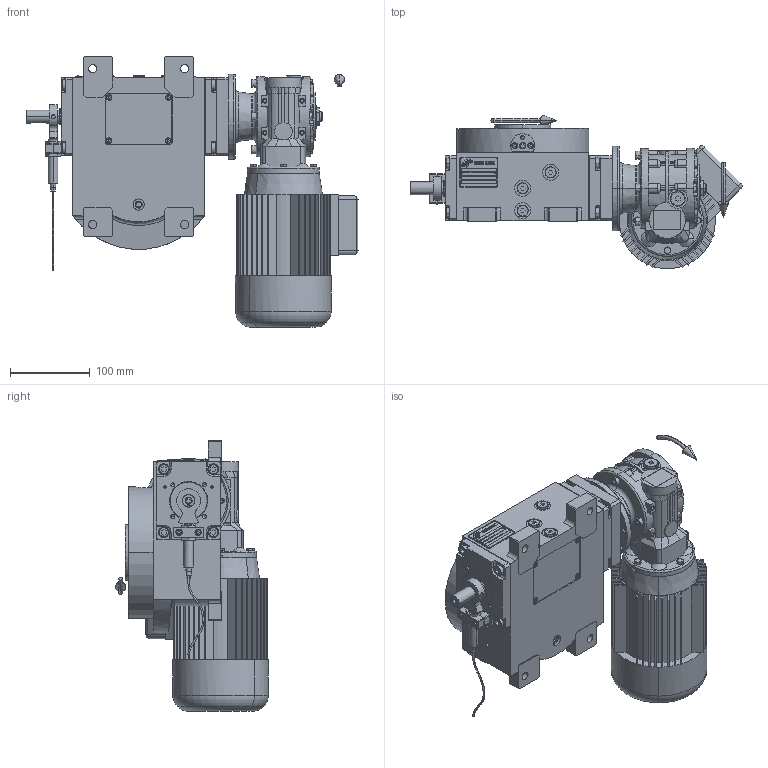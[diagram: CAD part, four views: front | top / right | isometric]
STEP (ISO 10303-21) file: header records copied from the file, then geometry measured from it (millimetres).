
FILE_DESCRIPTION (( 'STEP AP214' ), '1' );
FILE_NAME ('PC5200391.step', '2024-06-13T14:03:42', ( '' ), ( '' ), 'SwSTEP 2.0', 'SolidWorks 2020', '' );
FILE_SCHEMA (( 'AUTOMOTIVE_DESIGN' ));
Length unit declared in the file: millimetre
Products named in the file (81): CFN2155_01_007.stp; cfn2107_01_001; cfn2128_05_006; olio_agip_blasia_150; cfn2073_01_011; PC5200391; rig04_004_s_001; rig04_001_a; cfn2010_01_015.prt; cfn2000_01_129; cfn2151_01_092; cfn2003_01_063; cfn2115_02_213; cfn2000_01_147; CFN2104_02_017.stp; cfn2276_01_065; freccia_angolare; AS_900_38_30_003; rig04_004_s_002; freccia_angolare_albero; AS_rig04_071_8_m; CFN2000_01_185.stp; rig04_004; cfn2128_04_011; rig04_015; cfn2205_01_012; cfn2104_01_016; CFN2010_02_002.stp; 900_38_11_019; cfn2155_01_055; RIG04_005_ASM.stp; cfn2070_05_001; cfn2077_01_018; rig04_007_master; AS_rig04_015; CFN2356_03_051.stp; RIG04_005_AF0.stp; rig04_071_8_m.stp; cfn2151_01_087; CFN2223_01-390X6-B.stp ...
Assembly tree (75 placements, depth 5):
  olio_agip_blasia_150
  PC5200391
    rig04_001_a
    AS_cfn2476_01_001_48x38
      cfn2476_01_001_48x38
      cfn2107_01_001
      cfn2107_01_001
    AS_rig04_071_8_m
      rig04_071_8_m.stp
        RIG04_005_ASM.stp
          RIG04_005_AF0.stp
          RIG06_021_AF0.stp
          CFN2000_01_185.stp
          CFN2000_01_185.stp
          CFN2104_02_017.stp
        CFN2155_01_007.stp
        CFN2010_02_002.stp
      rig04_003_8
      cfn2000_01_147
      cfn2000_01_147
      cfn2000_01_147
      cfn2000_01_147
      cfn2000_01_147
      cfn2000_01_147
      cfn2000_01_147
      cfn2000_01_147
      cfn2104_01_016  x2
    cfn2073_01_011
    AS_rig04_004_s_002
      rig04_004_s_002
      cfn2155_01_038
      cfn2070_05_001
      cfn2000_01_129
      cfn2000_01_129  x2
      cfn2000_01_129
    AS_rig04_004
      rig04_004
      cfn2155_01_055
      cfn2070_05_001
      cfn2000_01_129  x2
      cfn2000_01_129
      cfn2000_01_129
    AS_rig04_002_bl_004
      rig04_002_bl_004
      cfn2115_02_182
    AS_rig04_004_s_001
      rig04_004_s_001
      cfn2000_01_129
      cfn2000_01_129
      cfn2000_01_129  x2
    cfn2128_04_011
    cfn2128_04_011
    cfn2128_04_011
    cfn2128_05_006
    AS_rig04_015
      rig04_015
      cfn2003_01_063
      cfn2003_01_063
      cfn2003_01_063
      cfn2003_01_063
Bounding box: 415.37 x 191.5 x 338.5 mm (x, y, z)
Volume: 3928908.1 mm3; surface area: 752548.1 mm2
Topology: 78 solids, 80 shells, 3749 faces, 9410 edges, 6028 vertices
Faces by surface type: plane 1851, cylinder 1222, cone 505, torus 141, bspline 20, sphere 10
Entity records: 123348 total; most frequent: CARTESIAN_POINT 30692, DIRECTION 18748, ORIENTED_EDGE 18106, EDGE_CURVE 9055, AXIS2_PLACEMENT_3D 6760, VERTEX_POINT 5859, VECTOR 5228, LINE 5228
